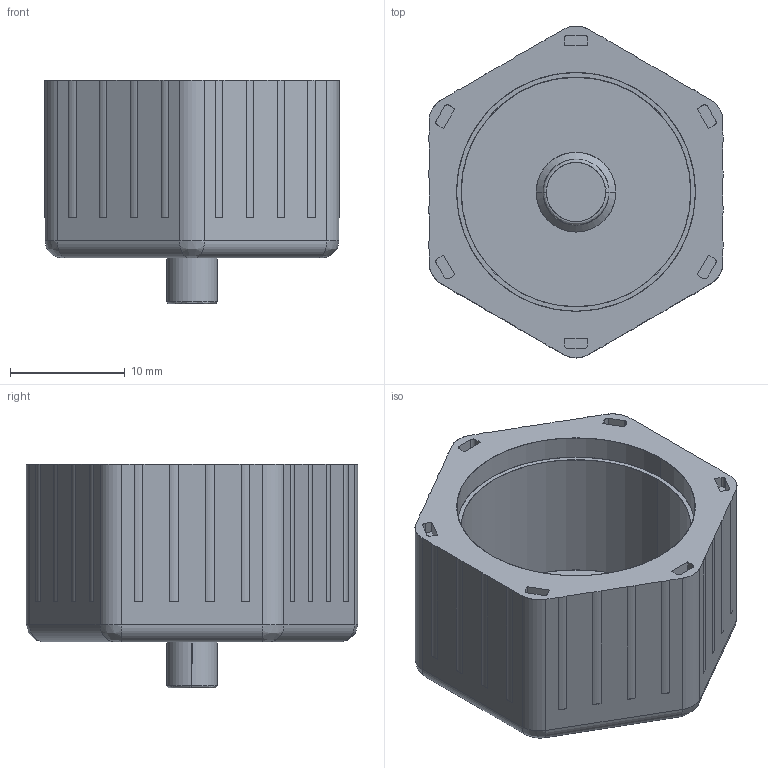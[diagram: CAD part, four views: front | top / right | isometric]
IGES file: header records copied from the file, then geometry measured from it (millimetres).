
Start section: SolidWorks IGES file using analytic representation for surfaces
Global section: file name: GM67X-Cap_rB1.IGS; native system: SolidWorks 2014; preprocessor: SolidWorks 2014; author: Ckelleher; date: 180330.144831; units: millimetre
Bounding box: 25.7 x 28.9 x 19.5 mm (x, y, z)
Surface area: 3478.7 mm2 (no closed solid volume)
Topology: 0 solids, 0 shells, 145 faces, 1204 edges, 1204 vertices
Faces by surface type: bspline 77, revolution 68
